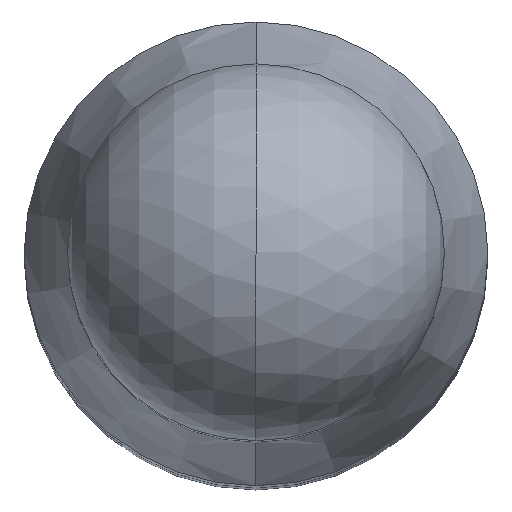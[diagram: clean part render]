
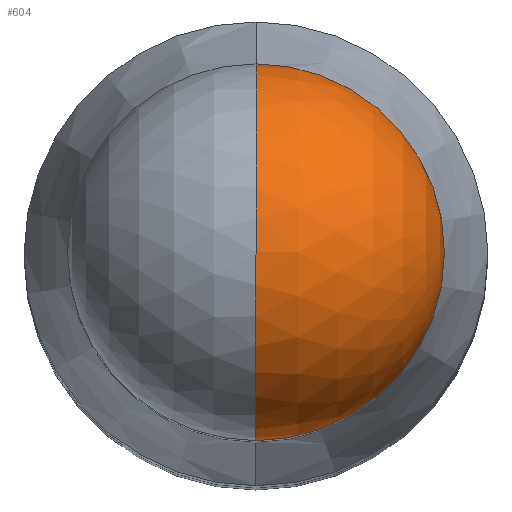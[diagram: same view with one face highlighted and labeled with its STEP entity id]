
A CAD part, top view. The second image highlights one B-rep face of the part: STEP entity #604.
In plain terms, the highlighted spherical face has radius 2.579 mm.
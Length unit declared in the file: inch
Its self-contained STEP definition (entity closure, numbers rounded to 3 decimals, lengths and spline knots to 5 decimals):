
#11 = SPHERICAL_SURFACE ( 'NONE', #1003, 0.10155 ) ;
#21 = CARTESIAN_POINT ( 'NONE',  ( 0., 0., -0.10155 ) ) ;
#87 = DIRECTION ( 'NONE',  ( -1., 0., 0. ) ) ;
#110 = CIRCLE ( 'NONE', #802, 0.10155 ) ;
#155 = DIRECTION ( 'NONE',  ( 1., 0., 0. ) ) ;
#160 = CIRCLE ( 'NONE', #711, 0.10155 ) ;
#175 = VERTEX_POINT ( 'NONE', #675 ) ;
#187 = CARTESIAN_POINT ( 'NONE',  ( 0., 0., -0.10155 ) ) ;
#219 = VERTEX_POINT ( 'NONE', #329 ) ;
#221 = ORIENTED_EDGE ( 'NONE', *, *, #1061, .T. ) ;
#329 = CARTESIAN_POINT ( 'NONE',  ( 0.10155, 0., -0.10155 ) ) ;
#359 = DIRECTION ( 'NONE',  ( 1., 0., 0. ) ) ;
#420 = EDGE_CURVE ( 'NONE', #732, #175, #160, .T. ) ;
#423 = DIRECTION ( 'NONE',  ( 0., -1., 0. ) ) ;
#432 = DIRECTION ( 'NONE',  ( 0., 1., 0. ) ) ;
#439 = DIRECTION ( 'NONE',  ( 1., 0., 0. ) ) ;
#444 = ORIENTED_EDGE ( 'NONE', *, *, #694, .T. ) ;
#488 = ORIENTED_EDGE ( 'NONE', *, *, #420, .T. ) ;
#544 = DIRECTION ( 'NONE',  ( 1., 0., 0. ) ) ;
#547 = DIRECTION ( 'NONE',  ( 0., 0., 1. ) ) ;
#551 = CARTESIAN_POINT ( 'NONE',  ( 0., 0., 0. ) ) ;
#585 = CARTESIAN_POINT ( 'NONE',  ( 0., 0., -0.10155 ) ) ;
#586 = EDGE_CURVE ( 'NONE', #732, #650, #110, .T. ) ;
#604 = ADVANCED_FACE ( 'NONE', ( #699 ), #11, .T. ) ;
#650 = VERTEX_POINT ( 'NONE', #900 ) ;
#669 = DIRECTION ( 'NONE',  ( 0., 1., 0. ) ) ;
#675 = CARTESIAN_POINT ( 'NONE',  ( 0., -0.10155, -0.10155 ) ) ;
#690 = CARTESIAN_POINT ( 'NONE',  ( 0., 0., -0.10155 ) ) ;
#694 = EDGE_CURVE ( 'NONE', #175, #219, #731, .T. ) ;
#695 = CIRCLE ( 'NONE', #948, 0.10155 ) ;
#699 = FACE_OUTER_BOUND ( 'NONE', #710, .T. ) ;
#710 = EDGE_LOOP ( 'NONE', ( #905, #488, #444, #221 ) ) ;
#711 = AXIS2_PLACEMENT_3D ( 'NONE', #585, #155, #669 ) ;
#731 = CIRCLE ( 'NONE', #929, 0.10155 ) ;
#732 = VERTEX_POINT ( 'NONE', #551 ) ;
#802 = AXIS2_PLACEMENT_3D ( 'NONE', #690, #87, #423 ) ;
#881 = DIRECTION ( 'NONE',  ( 0., 0., 1. ) ) ;
#900 = CARTESIAN_POINT ( 'NONE',  ( 0., 0.10155, -0.10155 ) ) ;
#905 = ORIENTED_EDGE ( 'NONE', *, *, #586, .F. ) ;
#929 = AXIS2_PLACEMENT_3D ( 'NONE', #187, #547, #544 ) ;
#948 = AXIS2_PLACEMENT_3D ( 'NONE', #21, #881, #359 ) ;
#953 = CARTESIAN_POINT ( 'NONE',  ( 0., 0., -0.10155 ) ) ;
#1003 = AXIS2_PLACEMENT_3D ( 'NONE', #953, #439, #432 ) ;
#1061 = EDGE_CURVE ( 'NONE', #219, #650, #695, .T. ) ;
